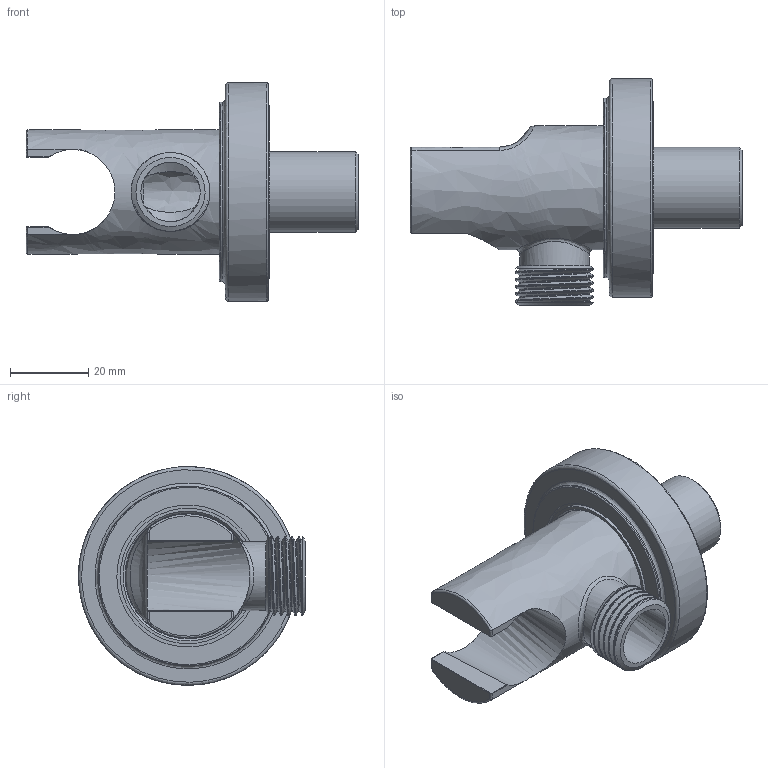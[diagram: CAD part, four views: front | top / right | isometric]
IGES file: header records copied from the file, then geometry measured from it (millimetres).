
Global section: file name: V766 WALL BRACKET; native system: Autodesk Inventor 2018; preprocessor: unknown; author: rclarke; date: 20180926.152732; units: millimetre
Bounding box: 85 x 58.09 x 55.99 mm (x, y, z)
Volume: 51432.2 mm3; surface area: 24093 mm2
Topology: 5 solids, 5 shells, 114 faces, 308 edges, 211 vertices
Faces by surface type: bspline 114
